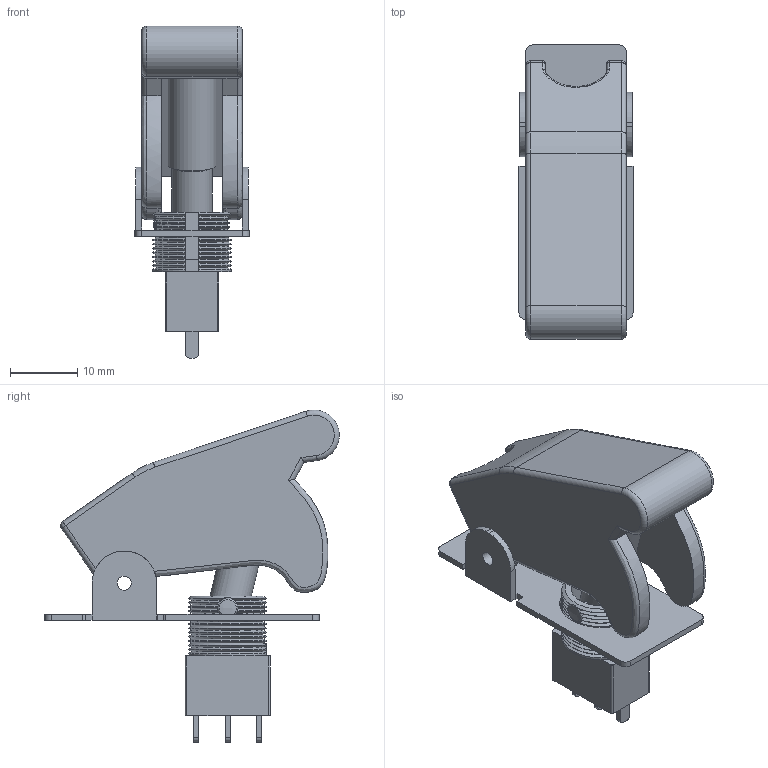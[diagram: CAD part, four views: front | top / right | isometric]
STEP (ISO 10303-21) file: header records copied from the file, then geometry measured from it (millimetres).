
FILE_DESCRIPTION(/* description */ (''),/* implementation_level */ '2;1');
FILE_NAME(/* name */ 'Switch ON-OFF-ON 12mm.step',/* time_stamp */ '2023-08-23T19:08:45+02:00',/* author */ (''),/* organization */ (''),/* preprocessor_version */ 'ST-DEVELOPER v20',/* originating_system */ 'Autodesk Translation Framework v12.9.0.99',/* authorisation */ '');
FILE_SCHEMA (('AUTOMOTIVE_DESIGN { 1 0 10303 214 3 1 1 }','TECHNICAL_DATA_PACKAGING','INTEGRATED_CNC_SCHEMA'));
Length unit declared in the file: millimetre
Products named in the file (2): Switch 12mm; Ccover (1)
Assembly tree (1 placements, depth 2):
  Switch 12mm
    Ccover (1)
Bounding box: 17 x 43.88 x 49.46 mm (x, y, z)
Volume: 8594.2 mm3; surface area: 7960.8 mm2
Topology: 2 solids, 2 shells, 250 faces, 687 edges, 441 vertices
Faces by surface type: plane 91, cylinder 78, cone 45, bspline 16, torus 16, sphere 4
Full cylindrical faces by diameter (mm): 1.587 x2, 2.11 x2, 2.946 x1, 3.175 x2, 5.994 x1, 7.112 x1, 8.89 x1, 12.5 x1
Entity records: 10414 total; most frequent: CARTESIAN_POINT 4075, ORIENTED_EDGE 1360, DIRECTION 1269, EDGE_CURVE 680, AXIS2_PLACEMENT_3D 483, VERTEX_POINT 441, LINE 303, VECTOR 303
